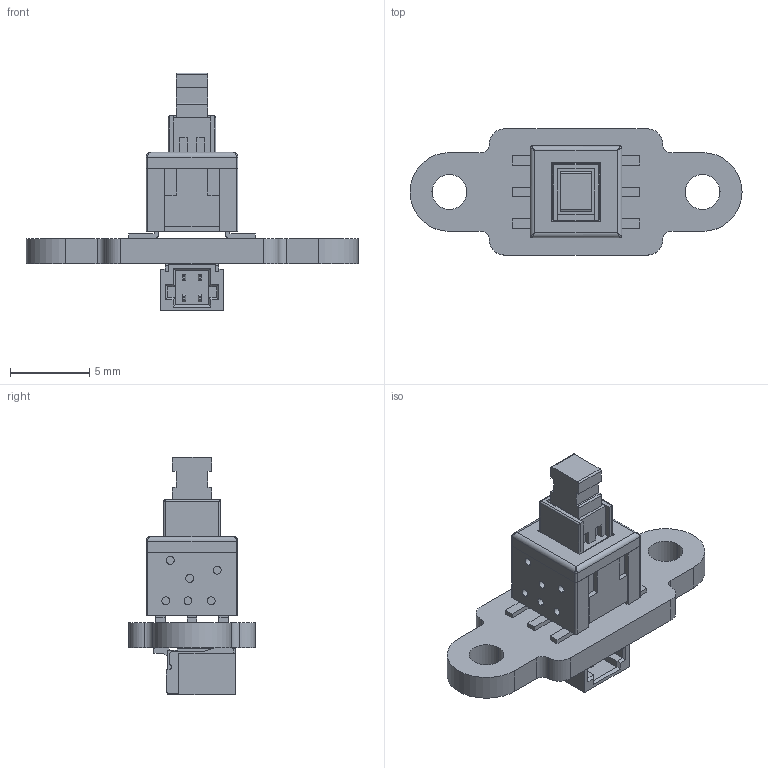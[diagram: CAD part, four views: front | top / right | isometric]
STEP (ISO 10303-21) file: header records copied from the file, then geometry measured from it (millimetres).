
FILE_DESCRIPTION((''),'2;1');
FILE_NAME('_3_000_ASM','2024-03-14T20:12:10',('colin.liao'),(''),'CREO PARAMETRIC BY PTC INC, 2019164','CREO PARAMETRIC BY PTC INC, 2019164','');
FILE_SCHEMA(('CONFIG_CONTROL_DESIGN'));
Length unit declared in the file: millimetre
Products named in the file (27): COMPOUND-33; COMPOUND-685_1; COMPOUND-685_2; COMPOUND-685_3; COMPOUND-685_4; COMPOUND-685_5; COMPOUND-685_6; COMPOUND-685_7; COMPOUND-685_8; COMPOUND-685_9; COMPOUND-685_10; COMPOUND-685_11; COMPOUND-685_12; COMPOUND-685_13; COMPOUND-685_14; COMPOUND-685_15; COMPOUND-685_16; COMPOUND-685_17; COMPOUND-685_18; COMPOUND-685_ASM; SW-SMD_6P-L5_8-W5_8-P2_00-LS8_0_ASM; SW1_ASM; SOLID; CONN-SMD_2P-P1_00_HX-1_0-2P-WT_ASM; J1_ASM; PCBMODEL_ASM; _3_000_ASM
Assembly tree (26 placements, depth 6):
  _3_000_ASM
    PCBMODEL_ASM
      COMPOUND-33
      SW1_ASM
        SW-SMD_6P-L5_8-W5_8-P2_00-LS8_0_ASM
          COMPOUND-685_ASM
            COMPOUND-685_1
            COMPOUND-685_2
            COMPOUND-685_3
            COMPOUND-685_4
            COMPOUND-685_5
            COMPOUND-685_6
            COMPOUND-685_7
            COMPOUND-685_8
            COMPOUND-685_9
            COMPOUND-685_10
            COMPOUND-685_11
            COMPOUND-685_12
            COMPOUND-685_13
            COMPOUND-685_14
            COMPOUND-685_15
            COMPOUND-685_16
            COMPOUND-685_17
            COMPOUND-685_18
      J1_ASM
        CONN-SMD_2P-P1_00_HX-1_0-2P-WT_ASM
          SOLID
Bounding box: 20.97 x 7.97 x 15.01 mm (x, y, z)
Volume: 431 mm3; surface area: 894.9 mm2
Topology: 20 solids, 20 shells, 889 faces, 2338 edges, 1534 vertices
Faces by surface type: plane 587, extrusion 202, cylinder 94, bspline 4, sphere 2
Entity records: 29455 total; most frequent: CARTESIAN_POINT 7524, ORIENTED_EDGE 4664, DIRECTION 3820, EDGE_CURVE 2332, VECTOR 1942, LINE 1740, VERTEX_POINT 1534, EDGE_LOOP 962
